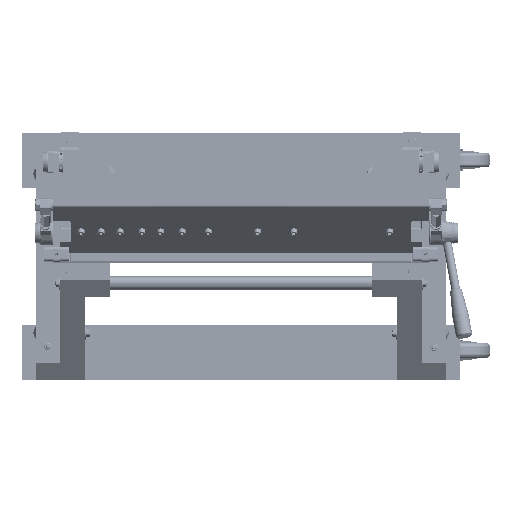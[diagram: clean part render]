
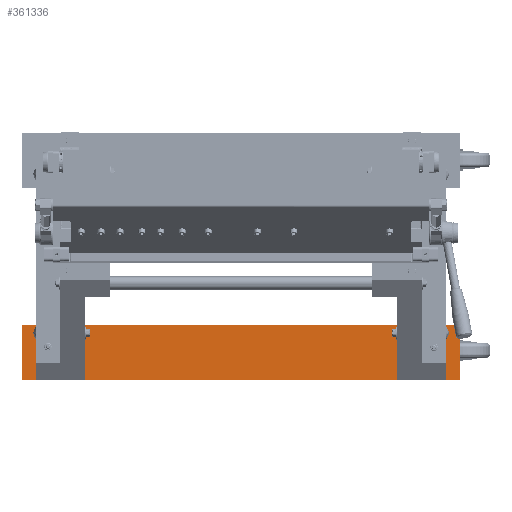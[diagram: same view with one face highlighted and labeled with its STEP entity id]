
A CAD part, top view. The second image highlights one B-rep face of the part: STEP entity #361336.
In plain terms, the highlighted free-form (B-spline) face has degree [1, 1] with [2, 2] control points.
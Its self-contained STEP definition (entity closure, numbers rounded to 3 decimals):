
#361068 = EDGE_CURVE('',#361069,#361069,#361071,.T.);
#361069 = VERTEX_POINT('',#361070);
#361070 = CARTESIAN_POINT('',(1015.116,-523.974,
    187.612));
#361071 = ( BOUNDED_CURVE() B_SPLINE_CURVE(2,(#361072,#361073,#361074,
    #361075,#361076,#361077,#361078),.UNSPECIFIED.,.T.,.F.) 
B_SPLINE_CURVE_WITH_KNOTS((1,2,2,2,2,1),(-2.094,0.,
    2.094,4.189,6.283,8.378),
.UNSPECIFIED.) CURVE() GEOMETRIC_REPRESENTATION_ITEM() 
RATIONAL_B_SPLINE_CURVE((1.,0.5,1.,0.5,1.,0.5,1.)) REPRESENTATION_ITEM(
  '') );
#361072 = CARTESIAN_POINT('',(1015.116,-523.974,
    187.612));
#361073 = CARTESIAN_POINT('',(1015.116,-512.369,
    187.612));
#361074 = CARTESIAN_POINT('',(1005.066,-518.171,
    187.612));
#361075 = CARTESIAN_POINT('',(995.015,-523.974,
    187.612));
#361076 = CARTESIAN_POINT('',(1005.066,-529.777,
    187.612));
#361077 = CARTESIAN_POINT('',(1015.116,-535.58,
    187.612));
#361078 = CARTESIAN_POINT('',(1015.116,-523.974,
    187.612));
#361124 = EDGE_CURVE('',#361125,#361125,#361127,.T.);
#361125 = VERTEX_POINT('',#361126);
#361126 = CARTESIAN_POINT('',(70.355,-522.634,
    187.612));
#361127 = ( BOUNDED_CURVE() B_SPLINE_CURVE(2,(#361128,#361129,#361130,
    #361131,#361132,#361133,#361134),.UNSPECIFIED.,.T.,.F.) 
B_SPLINE_CURVE_WITH_KNOTS((1,2,2,2,2,1),(-2.094,0.,
    2.094,4.189,6.283,8.378),
.UNSPECIFIED.) CURVE() GEOMETRIC_REPRESENTATION_ITEM() 
RATIONAL_B_SPLINE_CURVE((1.,0.5,1.,0.5,1.,0.5,1.)) REPRESENTATION_ITEM(
  '') );
#361128 = CARTESIAN_POINT('',(70.355,-522.634,
    187.612));
#361129 = CARTESIAN_POINT('',(70.355,-534.24,
    187.612));
#361130 = CARTESIAN_POINT('',(60.304,-528.437,
    187.612));
#361131 = CARTESIAN_POINT('',(50.253,-522.634,
    187.612));
#361132 = CARTESIAN_POINT('',(60.304,-516.831,
    187.612));
#361133 = CARTESIAN_POINT('',(70.355,-511.029,
    187.612));
#361134 = CARTESIAN_POINT('',(70.355,-522.634,
    187.612));
#361180 = EDGE_CURVE('',#361181,#361183,#361185,.T.);
#361181 = VERTEX_POINT('',#361182);
#361182 = CARTESIAN_POINT('',(0.,-469.031,
    187.612));
#361183 = VERTEX_POINT('',#361184);
#361184 = CARTESIAN_POINT('',(0.,-603.039,
    187.612));
#361185 = B_SPLINE_CURVE_WITH_KNOTS('',1,(#361186,#361187),
  .UNSPECIFIED.,.F.,.F.,(2,2),(0.,100.),.PIECEWISE_BEZIER_KNOTS.);
#361186 = CARTESIAN_POINT('',(0.,-469.031,
    187.612));
#361187 = CARTESIAN_POINT('',(0.,-603.039,
    187.612));
#361216 = EDGE_CURVE('',#361183,#361217,#361219,.T.);
#361217 = VERTEX_POINT('',#361218);
#361218 = CARTESIAN_POINT('',(1072.07,-603.039,
    187.612));
#361219 = B_SPLINE_CURVE_WITH_KNOTS('',1,(#361220,#361221),
  .UNSPECIFIED.,.F.,.F.,(2,2),(0.,800.),
  .PIECEWISE_BEZIER_KNOTS.);
#361220 = CARTESIAN_POINT('',(0.,-603.039,
    187.612));
#361221 = CARTESIAN_POINT('',(1072.07,-603.039,
    187.612));
#361244 = EDGE_CURVE('',#361217,#361245,#361247,.T.);
#361245 = VERTEX_POINT('',#361246);
#361246 = CARTESIAN_POINT('',(1072.07,-469.031,
    187.612));
#361247 = B_SPLINE_CURVE_WITH_KNOTS('',1,(#361248,#361249),
  .UNSPECIFIED.,.F.,.F.,(2,2),(0.,100.),.PIECEWISE_BEZIER_KNOTS.);
#361248 = CARTESIAN_POINT('',(1072.07,-603.039,
    187.612));
#361249 = CARTESIAN_POINT('',(1072.07,-469.031,
    187.612));
#361272 = EDGE_CURVE('',#361245,#361181,#361273,.T.);
#361273 = B_SPLINE_CURVE_WITH_KNOTS('',1,(#361274,#361275),
  .UNSPECIFIED.,.F.,.F.,(2,2),(0.,800.),.PIECEWISE_BEZIER_KNOTS.);
#361274 = CARTESIAN_POINT('',(1072.07,-469.031,
    187.612));
#361275 = CARTESIAN_POINT('',(0.,-469.031,
    187.612));
#361336 = ADVANCED_FACE('',(#361337,#361340,#361343),#361349,.T.);
#361337 = FACE_BOUND('',#361338,.T.);
#361338 = EDGE_LOOP('',(#361339));
#361339 = ORIENTED_EDGE('',*,*,#361124,.T.);
#361340 = FACE_BOUND('',#361341,.T.);
#361341 = EDGE_LOOP('',(#361342));
#361342 = ORIENTED_EDGE('',*,*,#361068,.F.);
#361343 = FACE_BOUND('',#361344,.T.);
#361344 = EDGE_LOOP('',(#361345,#361346,#361347,#361348));
#361345 = ORIENTED_EDGE('',*,*,#361180,.T.);
#361346 = ORIENTED_EDGE('',*,*,#361216,.T.);
#361347 = ORIENTED_EDGE('',*,*,#361244,.T.);
#361348 = ORIENTED_EDGE('',*,*,#361272,.T.);
#361349 = B_SPLINE_SURFACE_WITH_KNOTS('',1,1,(
    (#361350,#361351)
    ,(#361352,#361353
    )),.UNSPECIFIED.,.F.,.F.,.F.,(2,2),(2,2),(0.,800.),
  (-450.,-350.),.PIECEWISE_BEZIER_KNOTS.);
#361350 = CARTESIAN_POINT('',(0.,-603.039,
    187.612));
#361351 = CARTESIAN_POINT('',(0.,-469.031,
    187.612));
#361352 = CARTESIAN_POINT('',(1072.07,-603.039,
    187.612));
#361353 = CARTESIAN_POINT('',(1072.07,-469.031,
    187.612));
